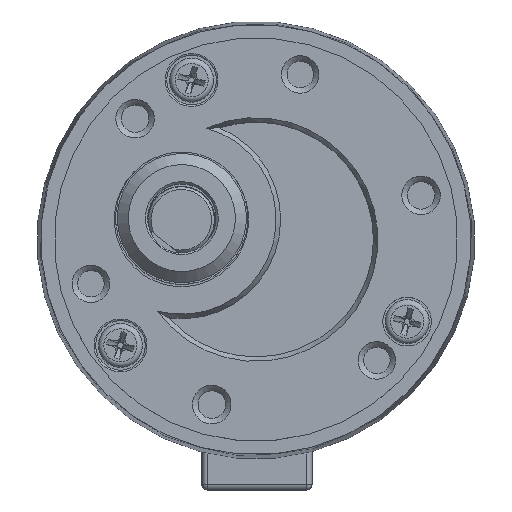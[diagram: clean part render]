
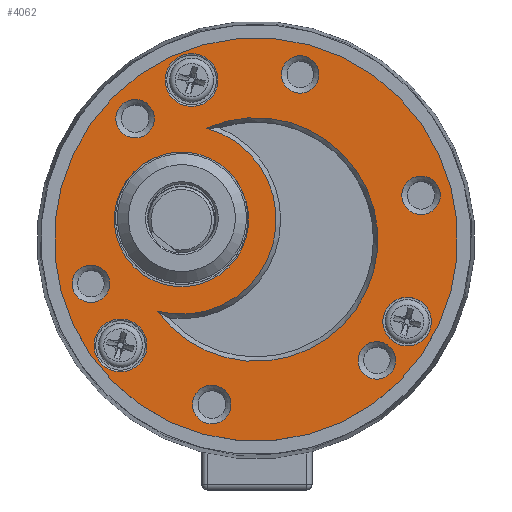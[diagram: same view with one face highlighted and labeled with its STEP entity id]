
A CAD part, top view. The second image highlights one B-rep face of the part: STEP entity #4062.
In plain terms, the highlighted planar face has unit normal (0, 0, 1).
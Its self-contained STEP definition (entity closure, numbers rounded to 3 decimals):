
#2640=PLANE('',#22404);
#3204=FACE_BOUND('',#6783,.T.);
#3205=FACE_BOUND('',#6784,.T.);
#3206=FACE_BOUND('',#6785,.T.);
#3207=FACE_BOUND('',#6786,.T.);
#3208=FACE_BOUND('',#6787,.T.);
#3209=FACE_BOUND('',#6788,.T.);
#3210=FACE_BOUND('',#6789,.T.);
#3211=FACE_BOUND('',#6790,.T.);
#3212=FACE_BOUND('',#6791,.T.);
#3213=FACE_BOUND('',#6792,.T.);
#3214=FACE_BOUND('',#6793,.T.);
#3215=FACE_BOUND('',#6794,.T.);
#4062=ADVANCED_FACE('',(#3204,#3205,#3206,#3207,#3208,#3209,#3210,#3211,
#3212,#3213,#3214,#3215),#2640,.T.);
#6783=EDGE_LOOP('',(#13082));
#6784=EDGE_LOOP('',(#13083));
#6785=EDGE_LOOP('',(#13084));
#6786=EDGE_LOOP('',(#13085));
#6787=EDGE_LOOP('',(#13086));
#6788=EDGE_LOOP('',(#13087));
#6789=EDGE_LOOP('',(#13088));
#6790=EDGE_LOOP('',(#13089));
#6791=EDGE_LOOP('',(#13090));
#6792=EDGE_LOOP('',(#13091));
#6793=EDGE_LOOP('',(#13092));
#6794=EDGE_LOOP('',(#13093,#13094));
#13082=ORIENTED_EDGE('',*,*,#18714,.T.);
#13083=ORIENTED_EDGE('',*,*,#18715,.T.);
#13084=ORIENTED_EDGE('',*,*,#18716,.T.);
#13085=ORIENTED_EDGE('',*,*,#18717,.T.);
#13086=ORIENTED_EDGE('',*,*,#18718,.T.);
#13087=ORIENTED_EDGE('',*,*,#18719,.T.);
#13088=ORIENTED_EDGE('',*,*,#18720,.T.);
#13089=ORIENTED_EDGE('',*,*,#18721,.T.);
#13090=ORIENTED_EDGE('',*,*,#18722,.T.);
#13091=ORIENTED_EDGE('',*,*,#18723,.F.);
#13092=ORIENTED_EDGE('',*,*,#18724,.T.);
#13093=ORIENTED_EDGE('',*,*,#18725,.T.);
#13094=ORIENTED_EDGE('',*,*,#18726,.T.);
#16467=VERTEX_POINT('',#32503);
#16468=VERTEX_POINT('',#32505);
#16469=VERTEX_POINT('',#32507);
#16470=VERTEX_POINT('',#32509);
#16471=VERTEX_POINT('',#32511);
#16472=VERTEX_POINT('',#32513);
#16473=VERTEX_POINT('',#32515);
#16474=VERTEX_POINT('',#32517);
#16475=VERTEX_POINT('',#32519);
#16476=VERTEX_POINT('',#32521);
#16477=VERTEX_POINT('',#32523);
#16478=VERTEX_POINT('',#32525);
#16479=VERTEX_POINT('',#32526);
#18714=EDGE_CURVE('',#16467,#16467,#20617,.T.);
#18715=EDGE_CURVE('',#16468,#16468,#20618,.T.);
#18716=EDGE_CURVE('',#16469,#16469,#20619,.T.);
#18717=EDGE_CURVE('',#16470,#16470,#20620,.T.);
#18718=EDGE_CURVE('',#16471,#16471,#20621,.T.);
#18719=EDGE_CURVE('',#16472,#16472,#20622,.T.);
#18720=EDGE_CURVE('',#16473,#16473,#20623,.T.);
#18721=EDGE_CURVE('',#16474,#16474,#20624,.T.);
#18722=EDGE_CURVE('',#16475,#16475,#20625,.T.);
#18723=EDGE_CURVE('',#16476,#16476,#20626,.T.);
#18724=EDGE_CURVE('',#16477,#16477,#20627,.T.);
#18725=EDGE_CURVE('',#16478,#16479,#20628,.T.);
#18726=EDGE_CURVE('',#16479,#16478,#20629,.T.);
#20617=CIRCLE('',#22391,2.4);
#20618=CIRCLE('',#22392,2.4);
#20619=CIRCLE('',#22393,1.75);
#20620=CIRCLE('',#22394,1.75);
#20621=CIRCLE('',#22395,1.75);
#20622=CIRCLE('',#22396,1.7);
#20623=CIRCLE('',#22397,1.7);
#20624=CIRCLE('',#22398,1.7);
#20625=CIRCLE('',#22399,2.2);
#20626=CIRCLE('',#22400,6.1);
#20627=CIRCLE('',#22401,18.3);
#20628=CIRCLE('',#22402,8.596);
#20629=CIRCLE('',#22403,11.054);
#22391=AXIS2_PLACEMENT_3D('',#32502,#26782,#26783);
#22392=AXIS2_PLACEMENT_3D('',#32504,#26784,#26785);
#22393=AXIS2_PLACEMENT_3D('',#32506,#26786,#26787);
#22394=AXIS2_PLACEMENT_3D('',#32508,#26788,#26789);
#22395=AXIS2_PLACEMENT_3D('',#32510,#26790,#26791);
#22396=AXIS2_PLACEMENT_3D('',#32512,#26792,#26793);
#22397=AXIS2_PLACEMENT_3D('',#32514,#26794,#26795);
#22398=AXIS2_PLACEMENT_3D('',#32516,#26796,#26797);
#22399=AXIS2_PLACEMENT_3D('',#32518,#26798,#26799);
#22400=AXIS2_PLACEMENT_3D('',#32520,#26800,#26801);
#22401=AXIS2_PLACEMENT_3D('',#32522,#26802,#26803);
#22402=AXIS2_PLACEMENT_3D('',#32524,#26804,#26805);
#22403=AXIS2_PLACEMENT_3D('',#32527,#26806,#26807);
#22404=AXIS2_PLACEMENT_3D('',#32528,#26808,#26809);
#26782=DIRECTION('',(0.,0.,-1.));
#26783=DIRECTION('',(-0.966,0.259,0.));
#26784=DIRECTION('',(0.,0.,-1.));
#26785=DIRECTION('',(-0.966,0.259,0.));
#26786=DIRECTION('',(0.,0.,-1.));
#26787=DIRECTION('',(-0.966,0.259,0.));
#26788=DIRECTION('',(0.,0.,-1.));
#26789=DIRECTION('',(-0.966,0.259,0.));
#26790=DIRECTION('',(0.,0.,-1.));
#26791=DIRECTION('',(-0.966,0.259,0.));
#26792=DIRECTION('',(0.,0.,-1.));
#26793=DIRECTION('',(-0.966,0.259,0.));
#26794=DIRECTION('',(0.,0.,-1.));
#26795=DIRECTION('',(-0.966,0.259,0.));
#26796=DIRECTION('',(0.,0.,-1.));
#26797=DIRECTION('',(-0.966,0.259,0.));
#26798=DIRECTION('',(0.,0.,-1.));
#26799=DIRECTION('',(0.966,-0.259,0.));
#26800=DIRECTION('',(0.,0.,1.));
#26801=DIRECTION('',(-0.966,0.259,0.));
#26802=DIRECTION('',(0.,0.,1.));
#26803=DIRECTION('',(-0.966,0.259,0.));
#26804=DIRECTION('',(0.,0.,1.));
#26805=DIRECTION('',(-0.966,0.259,0.));
#26806=DIRECTION('',(0.,0.,-1.));
#26807=DIRECTION('',(-0.966,0.259,0.));
#26808=DIRECTION('',(0.,0.,1.));
#26809=DIRECTION('',(-0.966,0.259,0.));
#32502=CARTESIAN_POINT('',(-12.375,-9.458,43.05));
#32503=CARTESIAN_POINT('',(-14.694,-8.837,43.05));
#32504=CARTESIAN_POINT('',(-5.926,14.61,43.05));
#32505=CARTESIAN_POINT('',(-8.245,15.231,43.05));
#32506=CARTESIAN_POINT('',(-4.094,-14.826,43.05));
#32507=CARTESIAN_POINT('',(-5.785,-14.373,43.05));
#32508=CARTESIAN_POINT('',(14.889,4.158,43.05));
#32509=CARTESIAN_POINT('',(13.199,4.61,43.05));
#32510=CARTESIAN_POINT('',(-11.043,11.106,43.05));
#32511=CARTESIAN_POINT('',(-12.733,11.559,43.05));
#32512=CARTESIAN_POINT('',(3.929,15.118,43.05));
#32513=CARTESIAN_POINT('',(2.287,15.558,43.05));
#32514=CARTESIAN_POINT('',(10.878,-10.814,43.05));
#32515=CARTESIAN_POINT('',(9.236,-10.374,43.05));
#32516=CARTESIAN_POINT('',(-15.054,-3.866,43.05));
#32517=CARTESIAN_POINT('',(-16.696,-3.426,43.05));
#32518=CARTESIAN_POINT('',(13.627,-7.298,43.05));
#32519=CARTESIAN_POINT('',(15.752,-7.867,43.05));
#32520=CARTESIAN_POINT('',(-6.844,1.958,43.05));
#32521=CARTESIAN_POINT('',(-12.736,3.536,43.05));
#32522=CARTESIAN_POINT('',(-0.083,0.146,43.05));
#32523=CARTESIAN_POINT('',(-17.759,4.882,43.05));
#32524=CARTESIAN_POINT('',(-6.844,1.958,43.05));
#32525=CARTESIAN_POINT('',(-9.021,-6.358,43.05));
#32526=CARTESIAN_POINT('',(-4.571,10.248,43.05));
#32527=CARTESIAN_POINT('',(-0.083,0.146,43.05));
#32528=CARTESIAN_POINT('',(-0.083,0.146,43.05));
